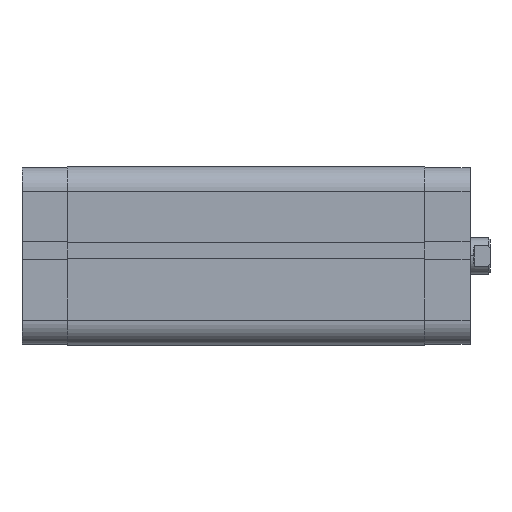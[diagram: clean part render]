
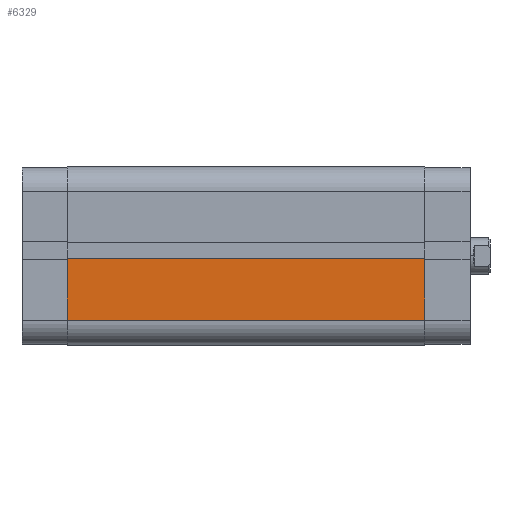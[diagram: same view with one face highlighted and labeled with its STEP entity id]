
A CAD part, top view. The second image highlights one B-rep face of the part: STEP entity #6329.
In plain terms, the highlighted face is planar.
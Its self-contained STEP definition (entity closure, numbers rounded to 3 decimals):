
#54 = ORIENTED_EDGE ( 'NONE', *, *, #597, .F. ) ;
#55 = ORIENTED_EDGE ( 'NONE', *, *, #6563, .F. ) ;
#67 = ORIENTED_EDGE ( 'NONE', *, *, #6533, .T. ) ;
#70 = ORIENTED_EDGE ( 'NONE', *, *, #5661, .T. ) ;
#321 = EDGE_LOOP ( 'NONE', ( #54, #55, #67, #70 ) ) ;
#597 = EDGE_CURVE ( 'NONE', #5240, #5228, #1428, .T. ) ;
#1428 = LINE ( 'NONE', #2794, #1434 ) ;
#1434 = VECTOR ( 'NONE', #2798, 1000. ) ;
#1758 = LINE ( 'NONE', #3573, #1759 ) ;
#1759 = VECTOR ( 'NONE', #3574, 1000. ) ;
#2102 = FACE_OUTER_BOUND ( 'NONE', #321, .T. ) ;
#2568 = AXIS2_PLACEMENT_3D ( 'NONE', #4195, #4201, #4202 ) ;
#2794 = CARTESIAN_POINT ( 'NONE',  ( 29., -63.941, 0. ) ) ;
#2798 = DIRECTION ( 'NONE',  ( 0., -1., 0. ) ) ;
#3258 = CARTESIAN_POINT ( 'NONE',  ( 29., 0.85, 0. ) ) ;
#3260 = CARTESIAN_POINT ( 'NONE',  ( 29., 21., 116.5 ) ) ;
#3270 = CARTESIAN_POINT ( 'NONE',  ( 29., 21., 0. ) ) ;
#3284 = CARTESIAN_POINT ( 'NONE',  ( 29., 0.85, 116.5 ) ) ;
#3573 = CARTESIAN_POINT ( 'NONE',  ( 29., 0.85, 116.5 ) ) ;
#3574 = DIRECTION ( 'NONE',  ( 0., 0., -1. ) ) ;
#4192 = PLANE ( 'NONE',  #2568 ) ;
#4195 = CARTESIAN_POINT ( 'NONE',  ( 29., -63.941, 116.5 ) ) ;
#4201 = DIRECTION ( 'NONE',  ( 1., 0., 0. ) ) ;
#4202 = DIRECTION ( 'NONE',  ( 0., 1., 0. ) ) ;
#4779 = CARTESIAN_POINT ( 'NONE',  ( 29., -63.941, 116.5 ) ) ;
#4785 = DIRECTION ( 'NONE',  ( 0., -1., 0. ) ) ;
#4849 = CARTESIAN_POINT ( 'NONE',  ( 29., 21., 116.5 ) ) ;
#4850 = DIRECTION ( 'NONE',  ( 0., 0., -1. ) ) ;
#5228 = VERTEX_POINT ( 'NONE', #3258 ) ;
#5230 = VERTEX_POINT ( 'NONE', #3260 ) ;
#5240 = VERTEX_POINT ( 'NONE', #3270 ) ;
#5254 = VERTEX_POINT ( 'NONE', #3284 ) ;
#5661 = EDGE_CURVE ( 'NONE', #5254, #5228, #1758, .T. ) ;
#5953 = LINE ( 'NONE', #4779, #5967 ) ;
#5967 = VECTOR ( 'NONE', #4785, 1000. ) ;
#6022 = LINE ( 'NONE', #4849, #6023 ) ;
#6023 = VECTOR ( 'NONE', #4850, 1000. ) ;
#6329 = ADVANCED_FACE ( 'NONE', ( #2102 ), #4192, .T. ) ;
#6533 = EDGE_CURVE ( 'NONE', #5230, #5254, #5953, .T. ) ;
#6563 = EDGE_CURVE ( 'NONE', #5230, #5240, #6022, .T. ) ;
